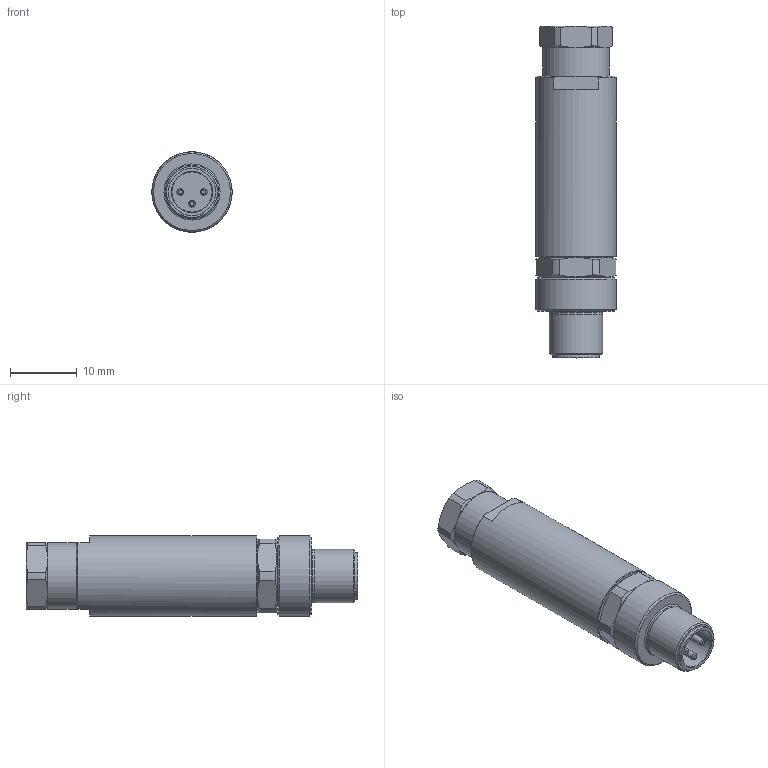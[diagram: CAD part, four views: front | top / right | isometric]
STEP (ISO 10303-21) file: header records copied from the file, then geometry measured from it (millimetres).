
FILE_DESCRIPTION(/* description */ (''),/* implementation_level */ '2;1');
FILE_NAME(/* name */ 'VK003178.stp',/* time_stamp */ '2016-10-12T08:40:52+02:00',/* author */ ('mitarbeiter'),/* organization */ (''),/* preprocessor_version */ 'ST-DEVELOPER v15.2',/* originating_system */ 'Autodesk Inventor 2014',/* authorisation */ '');
FILE_SCHEMA (('AUTOMOTIVE_DESIGN { 1 0 10303 214 3 1 1 }'));
Length unit declared in the file: millimetre
Products named in the file (1): VK003178
Bounding box: 12 x 49.6 x 12 mm (x, y, z)
Volume: 4316.3 mm3; surface area: 2576.3 mm2
Topology: 1 solids, 1 shells, 99 faces, 233 edges, 148 vertices
Faces by surface type: plane 38, cone 33, cylinder 24, torus 4
Full cylindrical faces by diameter (mm): 1 x3, 5 x1, 6 x1, 7 x1, 7.99 x1, 8 x1, 10 x2, 12 x2
Entity records: 2712 total; most frequent: CARTESIAN_POINT 540, DIRECTION 442, ORIENTED_EDGE 398, EDGE_CURVE 199, AXIS2_PLACEMENT_3D 195, VERTEX_POINT 137, EDGE_LOOP 134, STYLED_ITEM 100
